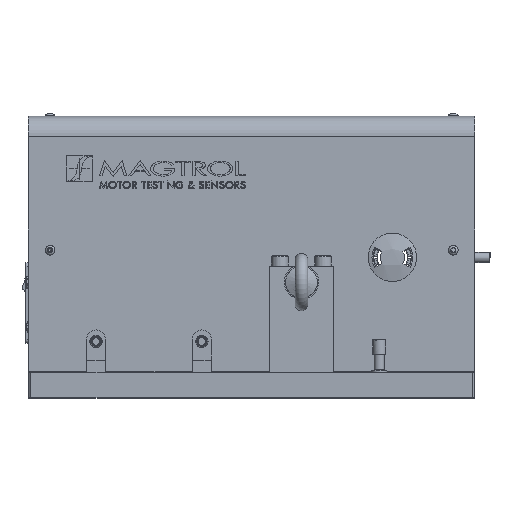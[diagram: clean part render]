
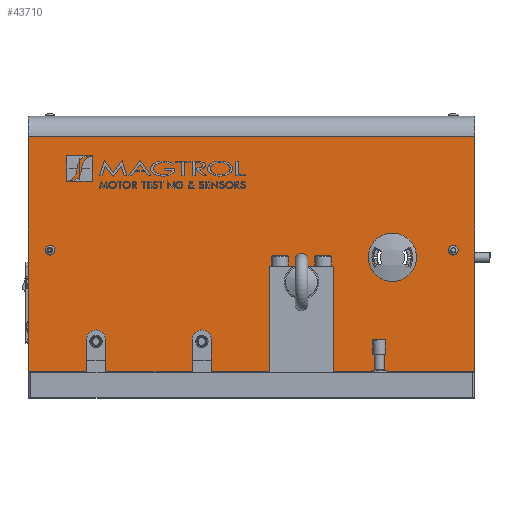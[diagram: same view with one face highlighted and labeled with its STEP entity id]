
A CAD part, top view. The second image highlights one B-rep face of the part: STEP entity #43710.
In plain terms, the highlighted planar face has unit normal (0, 0, 1).
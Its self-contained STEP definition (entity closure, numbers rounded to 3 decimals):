
#419 = DIRECTION ( 'NONE',  ( 1., 0., 0. ) ) ;
#636 = ORIENTED_EDGE ( 'NONE', *, *, #53115, .F. ) ;
#1783 = CARTESIAN_POINT ( 'NONE',  ( -330.5, 115.5, 130. ) ) ;
#2351 = ORIENTED_EDGE ( 'NONE', *, *, #45130, .F. ) ;
#4453 = CARTESIAN_POINT ( 'NONE',  ( -206.5, 45.5, 130. ) ) ;
#4480 = DIRECTION ( 'NONE',  ( -1., 0., 0. ) ) ;
#4993 = FACE_BOUND ( 'NONE', #12589, .T. ) ;
#5488 = DIRECTION ( 'NONE',  ( -1., 0., 0. ) ) ;
#5542 = DIRECTION ( 'NONE',  ( -1., 0., 0. ) ) ;
#5622 = CARTESIAN_POINT ( 'NONE',  ( -333., 115.5, 130. ) ) ;
#5697 = FACE_BOUND ( 'NONE', #28239, .T. ) ;
#5926 = LINE ( 'NONE', #11205, #30162 ) ;
#6332 = CARTESIAN_POINT ( 'NONE',  ( 0., 20.5, 130. ) ) ;
#6756 = VERTEX_POINT ( 'NONE', #39394 ) ;
#7070 = EDGE_CURVE ( 'NONE', #38310, #48134, #25184, .T. ) ;
#7648 = ORIENTED_EDGE ( 'NONE', *, *, #24159, .F. ) ;
#8339 = LINE ( 'NONE', #23748, #27943 ) ;
#8718 = VERTEX_POINT ( 'NONE', #57031 ) ;
#9797 = CARTESIAN_POINT ( 'NONE',  ( -289.5, 20.5, 130. ) ) ;
#9952 = EDGE_CURVE ( 'NONE', #48134, #37043, #34554, .T. ) ;
#10068 = VECTOR ( 'NONE', #41992, 1000. ) ;
#10632 = CARTESIAN_POINT ( 'NONE',  ( -350., 20.5, 130. ) ) ;
#10744 = CARTESIAN_POINT ( 'NONE',  ( 0., 20.5, 130. ) ) ;
#11205 = CARTESIAN_POINT ( 'NONE',  ( -304.5, 20.5, 130. ) ) ;
#11212 = VECTOR ( 'NONE', #4480, 1000. ) ;
#12589 = EDGE_LOOP ( 'NONE', ( #66514 ) ) ;
#13936 = DIRECTION ( 'NONE',  ( 1., 0., 0. ) ) ;
#15333 = VERTEX_POINT ( 'NONE', #4453 ) ;
#15736 = LINE ( 'NONE', #32852, #23426 ) ;
#15828 = EDGE_LOOP ( 'NONE', ( #55094 ) ) ;
#16361 = CARTESIAN_POINT ( 'NONE',  ( -350., 204.5, 130. ) ) ;
#16426 = ORIENTED_EDGE ( 'NONE', *, *, #44127, .F. ) ;
#17116 = ORIENTED_EDGE ( 'NONE', *, *, #36989, .F. ) ;
#17703 = VERTEX_POINT ( 'NONE', #25704 ) ;
#18604 = DIRECTION ( 'NONE',  ( 0., 0., 1. ) ) ;
#18882 = DIRECTION ( 'NONE',  ( 0., 1., 0. ) ) ;
#19175 = VECTOR ( 'NONE', #5488, 1000. ) ;
#19932 = VERTEX_POINT ( 'NONE', #64518 ) ;
#20259 = DIRECTION ( 'NONE',  ( 1., 0., 0. ) ) ;
#20334 = ORIENTED_EDGE ( 'NONE', *, *, #27643, .T. ) ;
#21358 = DIRECTION ( 'NONE',  ( 1., 0., 0. ) ) ;
#21451 = DIRECTION ( 'NONE',  ( 0., 0., 1. ) ) ;
#21968 = CARTESIAN_POINT ( 'NONE',  ( 0., 204.5, 130. ) ) ;
#22000 = VERTEX_POINT ( 'NONE', #30484 ) ;
#22336 = CIRCLE ( 'NONE', #51419, 15. ) ;
#22750 = LINE ( 'NONE', #65460, #44746 ) ;
#23426 = VECTOR ( 'NONE', #59786, 1000. ) ;
#23571 = AXIS2_PLACEMENT_3D ( 'NONE', #5622, #26978, #38840 ) ;
#23748 = CARTESIAN_POINT ( 'NONE',  ( -206.5, 20.5, 130. ) ) ;
#23861 = EDGE_CURVE ( 'NONE', #37043, #22000, #5926, .T. ) ;
#23959 = CARTESIAN_POINT ( 'NONE',  ( -289.5, 45.5, 130. ) ) ;
#24086 = DIRECTION ( 'NONE',  ( 0., 1., 0. ) ) ;
#24159 = EDGE_CURVE ( 'NONE', #22000, #47313, #30061, .T. ) ;
#24187 = CARTESIAN_POINT ( 'NONE',  ( -304.5, 45.5, 130. ) ) ;
#25184 = LINE ( 'NONE', #9797, #10068 ) ;
#25604 = VECTOR ( 'NONE', #18882, 1000. ) ;
#25704 = CARTESIAN_POINT ( 'NONE',  ( -221.5, 20.5, 130. ) ) ;
#26978 = DIRECTION ( 'NONE',  ( 0., 0., 1. ) ) ;
#27301 = LINE ( 'NONE', #39536, #25604 ) ;
#27643 = EDGE_CURVE ( 'NONE', #19932, #61929, #53499, .T. ) ;
#27943 = VECTOR ( 'NONE', #24086, 1000. ) ;
#28239 = EDGE_LOOP ( 'NONE', ( #17116 ) ) ;
#29124 = DIRECTION ( 'NONE',  ( 1., 0., 0. ) ) ;
#30061 = LINE ( 'NONE', #35670, #11212 ) ;
#30162 = VECTOR ( 'NONE', #32888, 1000. ) ;
#30484 = CARTESIAN_POINT ( 'NONE',  ( -304.5, 20.5, 130. ) ) ;
#31630 = FACE_BOUND ( 'NONE', #15828, .T. ) ;
#32852 = CARTESIAN_POINT ( 'NONE',  ( -221.5, 20.5, 130. ) ) ;
#32888 = DIRECTION ( 'NONE',  ( 0., -1., 0. ) ) ;
#33187 = CIRCLE ( 'NONE', #42142, 7.5 ) ;
#33346 = VERTEX_POINT ( 'NONE', #1783 ) ;
#34554 = CIRCLE ( 'NONE', #63631, 7.5 ) ;
#34870 = ORIENTED_EDGE ( 'NONE', *, *, #39350, .T. ) ;
#35351 = EDGE_CURVE ( 'NONE', #17703, #38310, #47530, .T. ) ;
#35670 = CARTESIAN_POINT ( 'NONE',  ( 0., 20.5, 130. ) ) ;
#36989 = EDGE_CURVE ( 'NONE', #38325, #38325, #57596, .T. ) ;
#37043 = VERTEX_POINT ( 'NONE', #24187 ) ;
#37716 = DIRECTION ( 'NONE',  ( 0., 0., 1. ) ) ;
#37808 = DIRECTION ( 'NONE',  ( 0., 0., 1. ) ) ;
#37998 = CARTESIAN_POINT ( 'NONE',  ( -14.5, 115.5, 130. ) ) ;
#38310 = VERTEX_POINT ( 'NONE', #54963 ) ;
#38325 = VERTEX_POINT ( 'NONE', #37998 ) ;
#38840 = DIRECTION ( 'NONE',  ( 1., 0., 0. ) ) ;
#39350 = EDGE_CURVE ( 'NONE', #39659, #19932, #52669, .T. ) ;
#39394 = CARTESIAN_POINT ( 'NONE',  ( -221.5, 45.5, 130. ) ) ;
#39536 = CARTESIAN_POINT ( 'NONE',  ( -350., 20.5, 130. ) ) ;
#39650 = ORIENTED_EDGE ( 'NONE', *, *, #9952, .F. ) ;
#39659 = VERTEX_POINT ( 'NONE', #6332 ) ;
#40200 = EDGE_CURVE ( 'NONE', #15333, #6756, #33187, .T. ) ;
#40403 = ORIENTED_EDGE ( 'NONE', *, *, #35351, .F. ) ;
#40541 = CARTESIAN_POINT ( 'NONE',  ( -214., 45.5, 130. ) ) ;
#41992 = DIRECTION ( 'NONE',  ( 0., 1., 0. ) ) ;
#42142 = AXIS2_PLACEMENT_3D ( 'NONE', #40541, #61898, #13936 ) ;
#43710 = ADVANCED_FACE ( 'NONE', ( #31630, #58235, #4993, #5697 ), #53295, .T. ) ;
#44127 = EDGE_CURVE ( 'NONE', #47313, #61929, #27301, .T. ) ;
#44746 = VECTOR ( 'NONE', #54967, 1000. ) ;
#45130 = EDGE_CURVE ( 'NONE', #39659, #46967, #22750, .T. ) ;
#46967 = VERTEX_POINT ( 'NONE', #53759 ) ;
#47313 = VERTEX_POINT ( 'NONE', #10632 ) ;
#47530 = LINE ( 'NONE', #10744, #19175 ) ;
#47747 = CARTESIAN_POINT ( 'NONE',  ( 0., 20.5, 130. ) ) ;
#48073 = CARTESIAN_POINT ( 'NONE',  ( 0., 20.5, 130. ) ) ;
#48134 = VERTEX_POINT ( 'NONE', #23959 ) ;
#49459 = DIRECTION ( 'NONE',  ( 0., 1., 0. ) ) ;
#51419 = AXIS2_PLACEMENT_3D ( 'NONE', #58385, #37716, #20259 ) ;
#51912 = ORIENTED_EDGE ( 'NONE', *, *, #40200, .F. ) ;
#52161 = EDGE_CURVE ( 'NONE', #6756, #17703, #15736, .T. ) ;
#52669 = LINE ( 'NONE', #47747, #57742 ) ;
#53017 = ORIENTED_EDGE ( 'NONE', *, *, #52161, .F. ) ;
#53109 = EDGE_LOOP ( 'NONE', ( #69100, #39650, #53955, #40403, #53017, #51912, #636, #2351, #34870, #20334, #16426, #7648 ) ) ;
#53115 = EDGE_CURVE ( 'NONE', #46967, #15333, #8339, .T. ) ;
#53279 = EDGE_CURVE ( 'NONE', #8718, #8718, #22336, .T. ) ;
#53295 = PLANE ( 'NONE',  #63622 ) ;
#53499 = LINE ( 'NONE', #21968, #54541 ) ;
#53759 = CARTESIAN_POINT ( 'NONE',  ( -206.5, 20.5, 130. ) ) ;
#53955 = ORIENTED_EDGE ( 'NONE', *, *, #7070, .F. ) ;
#54541 = VECTOR ( 'NONE', #5542, 1000. ) ;
#54909 = CIRCLE ( 'NONE', #23571, 2.5 ) ;
#54963 = CARTESIAN_POINT ( 'NONE',  ( -289.5, 20.5, 130. ) ) ;
#54967 = DIRECTION ( 'NONE',  ( -1., 0., 0. ) ) ;
#55094 = ORIENTED_EDGE ( 'NONE', *, *, #53279, .F. ) ;
#55321 = AXIS2_PLACEMENT_3D ( 'NONE', #60273, #18604, #29124 ) ;
#55564 = EDGE_CURVE ( 'NONE', #33346, #33346, #54909, .T. ) ;
#57031 = CARTESIAN_POINT ( 'NONE',  ( -49.7, 110., 130. ) ) ;
#57596 = CIRCLE ( 'NONE', #55321, 2.5 ) ;
#57742 = VECTOR ( 'NONE', #49459, 1000. ) ;
#58235 = FACE_OUTER_BOUND ( 'NONE', #53109, .T. ) ;
#58385 = CARTESIAN_POINT ( 'NONE',  ( -64.7, 110., 130. ) ) ;
#59786 = DIRECTION ( 'NONE',  ( 0., -1., 0. ) ) ;
#60273 = CARTESIAN_POINT ( 'NONE',  ( -17., 115.5, 130. ) ) ;
#61898 = DIRECTION ( 'NONE',  ( 0., 0., 1. ) ) ;
#61929 = VERTEX_POINT ( 'NONE', #16361 ) ;
#63622 = AXIS2_PLACEMENT_3D ( 'NONE', #48073, #21451, #419 ) ;
#63631 = AXIS2_PLACEMENT_3D ( 'NONE', #69326, #37808, #21358 ) ;
#64518 = CARTESIAN_POINT ( 'NONE',  ( 0., 204.5, 130. ) ) ;
#65460 = CARTESIAN_POINT ( 'NONE',  ( 0., 20.5, 130. ) ) ;
#66514 = ORIENTED_EDGE ( 'NONE', *, *, #55564, .F. ) ;
#69100 = ORIENTED_EDGE ( 'NONE', *, *, #23861, .F. ) ;
#69326 = CARTESIAN_POINT ( 'NONE',  ( -297., 45.5, 130. ) ) ;
